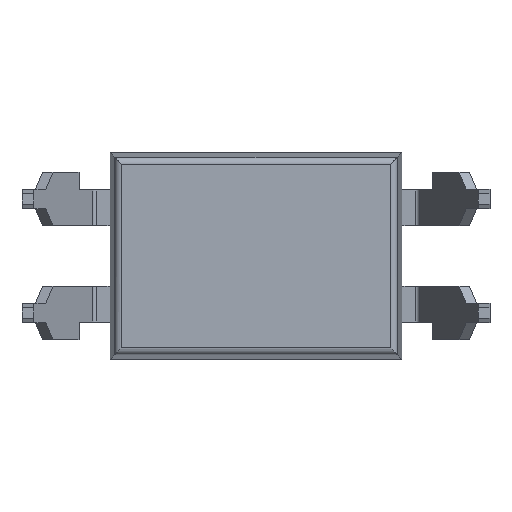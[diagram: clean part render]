
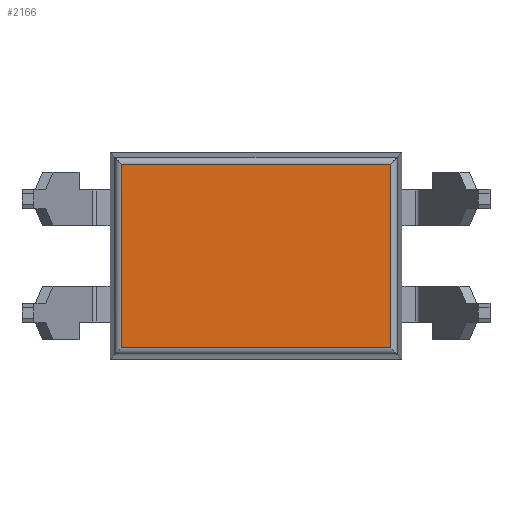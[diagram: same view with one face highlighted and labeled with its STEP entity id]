
A CAD part, front view. The second image highlights one B-rep face of the part: STEP entity #2166.
In plain terms, the highlighted planar face has unit normal (0, -1, 0).
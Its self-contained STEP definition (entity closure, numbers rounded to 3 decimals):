
#273=LINE('',#3432,#557);
#274=LINE('',#3434,#558);
#275=LINE('',#3436,#559);
#276=LINE('',#3437,#560);
#557=VECTOR('',#2736,5.996);
#558=VECTOR('',#2737,4.096);
#559=VECTOR('',#2738,5.996);
#560=VECTOR('',#2739,4.096);
#646=PLANE('',#2286);
#744=FACE_OUTER_BOUND('',#858,.T.);
#858=EDGE_LOOP('',(#1787,#1788,#1789,#1790));
#1128=VERTEX_POINT('',#3430);
#1129=VERTEX_POINT('',#3431);
#1130=VERTEX_POINT('',#3433);
#1131=VERTEX_POINT('',#3435);
#1390=EDGE_CURVE('',#1128,#1129,#273,.T.);
#1391=EDGE_CURVE('',#1129,#1130,#274,.T.);
#1392=EDGE_CURVE('',#1130,#1131,#275,.T.);
#1393=EDGE_CURVE('',#1131,#1128,#276,.T.);
#1787=ORIENTED_EDGE('',*,*,#1390,.T.);
#1788=ORIENTED_EDGE('',*,*,#1391,.T.);
#1789=ORIENTED_EDGE('',*,*,#1392,.T.);
#1790=ORIENTED_EDGE('',*,*,#1393,.T.);
#2166=ADVANCED_FACE('',(#744),#646,.T.);
#2286=AXIS2_PLACEMENT_3D('',#3429,#2734,#2735);
#2734=DIRECTION('center_axis',(0.,-1.,0.));
#2735=DIRECTION('ref_axis',(0.,0.,-1.));
#2736=DIRECTION('',(1.,0.,0.));
#2737=DIRECTION('',(0.,0.,1.));
#2738=DIRECTION('',(-1.,0.,0.));
#2739=DIRECTION('',(0.,0.,-1.));
#3429=CARTESIAN_POINT('Origin',(0.,-1.725,0.));
#3430=CARTESIAN_POINT('',(-2.998,-1.725,-2.048));
#3431=CARTESIAN_POINT('',(2.998,-1.725,-2.048));
#3432=CARTESIAN_POINT('',(3.138,-1.725,-2.048));
#3433=CARTESIAN_POINT('',(2.998,-1.725,2.048));
#3434=CARTESIAN_POINT('',(2.998,-1.725,2.188));
#3435=CARTESIAN_POINT('',(-2.998,-1.725,2.048));
#3436=CARTESIAN_POINT('',(-3.138,-1.725,2.048));
#3437=CARTESIAN_POINT('',(-2.998,-1.725,-2.188));
